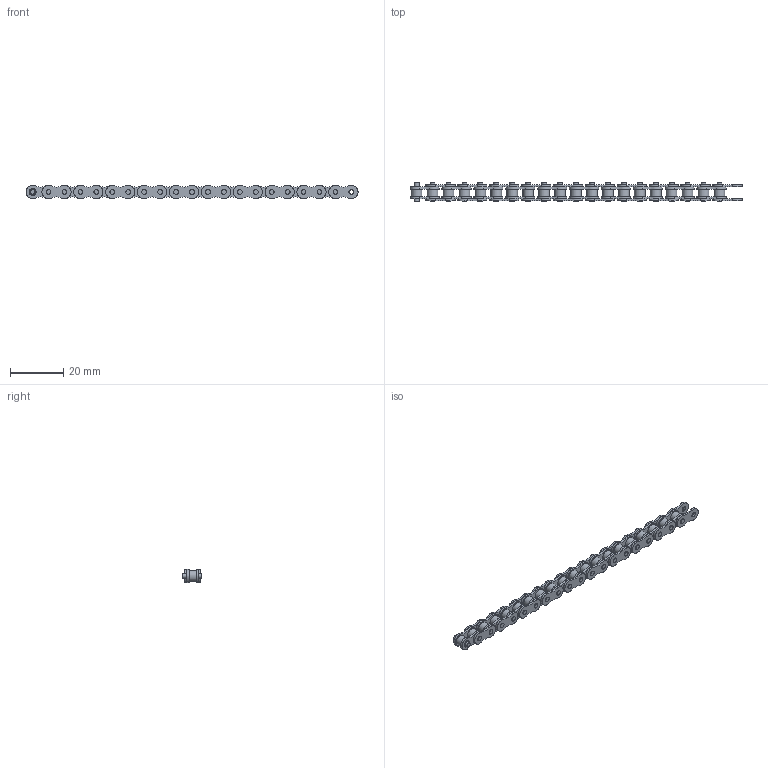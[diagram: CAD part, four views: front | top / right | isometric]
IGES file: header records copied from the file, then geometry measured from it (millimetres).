
Global section: file name: 700806; native system: Autodesk Inventor 2021; preprocessor: unknown; author: Mrówczyńska,,; organization: 11; date: 20221010.081540; units: millimetre
Bounding box: 124.99 x 7 x 4.99 mm (x, y, z)
Volume: 2210.6 mm3; surface area: 7107.9 mm2
Topology: 80 solids, 80 shells, 540 faces, 1180 edges, 840 vertices
Faces by surface type: bspline 540
